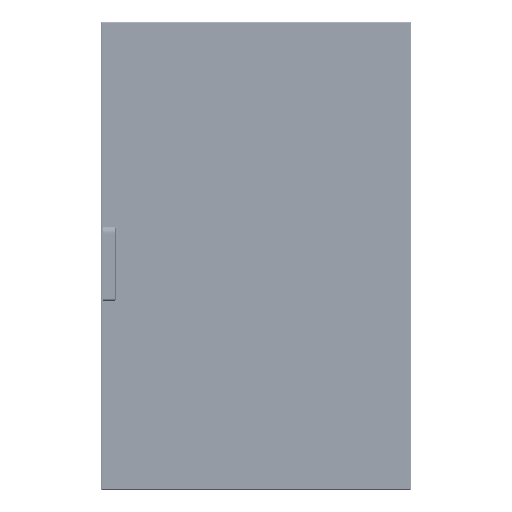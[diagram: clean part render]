
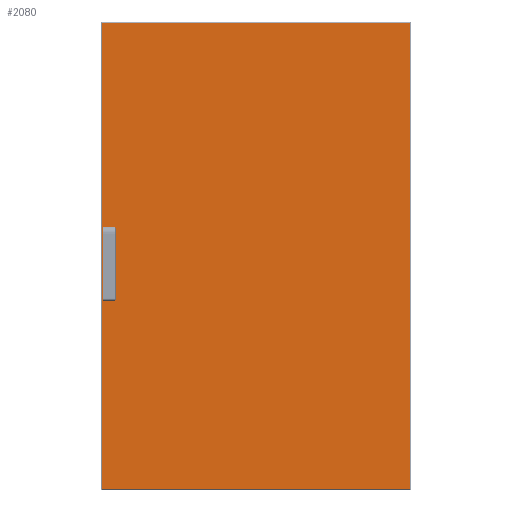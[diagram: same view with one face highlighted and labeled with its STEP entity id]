
A CAD part, top view. The second image highlights one B-rep face of the part: STEP entity #2080.
In plain terms, the highlighted planar face has unit normal (0, 0, 1).
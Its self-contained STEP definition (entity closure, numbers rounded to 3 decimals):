
#1687 = DIRECTION ( 'NONE',  ( 1., 0., 0. ) ) ;
#1688 = DIRECTION ( 'NONE',  ( 0., 0., 1. ) ) ;
#1694 = PLANE ( 'NONE',  #3836 ) ;
#1698 = CARTESIAN_POINT ( 'NONE',  ( 0., 0., 0. ) ) ;
#2080 = ADVANCED_FACE ( 'NONE', ( #55303, #55306 ), #1694, .T. ) ;
#2684 = EDGE_CURVE ( 'NONE', #62092, #62099, #54227, .T. ) ;
#2685 = EDGE_CURVE ( 'NONE', #62093, #62092, #54226, .T. ) ;
#2686 = EDGE_CURVE ( 'NONE', #62095, #62093, #54231, .T. ) ;
#2687 = EDGE_CURVE ( 'NONE', #62099, #62095, #54233, .T. ) ;
#2688 = EDGE_CURVE ( 'NONE', #62108, #62100, #54235, .T. ) ;
#2689 = EDGE_CURVE ( 'NONE', #62100, #62101, #54237, .T. ) ;
#2690 = EDGE_CURVE ( 'NONE', #62101, #62102, #54239, .T. ) ;
#2691 = EDGE_CURVE ( 'NONE', #62102, #62103, #54241, .T. ) ;
#2692 = EDGE_CURVE ( 'NONE', #62103, #62104, #54243, .T. ) ;
#2693 = EDGE_CURVE ( 'NONE', #62104, #62105, #54245, .T. ) ;
#2694 = EDGE_CURVE ( 'NONE', #62105, #62107, #54247, .T. ) ;
#2695 = EDGE_CURVE ( 'NONE', #62107, #62123, #54248, .T. ) ;
#2696 = EDGE_CURVE ( 'NONE', #62123, #62106, #54250, .T. ) ;
#2697 = EDGE_CURVE ( 'NONE', #62106, #62109, #54252, .T. ) ;
#2698 = EDGE_CURVE ( 'NONE', #62109, #62122, #54254, .T. ) ;
#2699 = EDGE_CURVE ( 'NONE', #62122, #62108, #54256, .T. ) ;
#3836 = AXIS2_PLACEMENT_3D ( 'NONE', #1698, #1688, #1687 ) ;
#4066 = AXIS2_PLACEMENT_3D ( 'NONE', #41651, #41654, #41657 ) ;
#4067 = AXIS2_PLACEMENT_3D ( 'NONE', #41692, #41694, #41696 ) ;
#5328 = CARTESIAN_POINT ( 'NONE',  ( 394., 594.5, 0. ) ) ;
#5329 = CARTESIAN_POINT ( 'NONE',  ( 394., -594.5, 0. ) ) ;
#5331 = CARTESIAN_POINT ( 'NONE',  ( -394., -594.5, 0. ) ) ;
#5335 = CARTESIAN_POINT ( 'NONE',  ( -394., 594.5, 0. ) ) ;
#5336 = CARTESIAN_POINT ( 'NONE',  ( -371., -50., 0. ) ) ;
#5337 = CARTESIAN_POINT ( 'NONE',  ( -363., -50., 0. ) ) ;
#5338 = CARTESIAN_POINT ( 'NONE',  ( -363., 50., 0. ) ) ;
#5339 = CARTESIAN_POINT ( 'NONE',  ( -371., 50., 0. ) ) ;
#5340 = CARTESIAN_POINT ( 'NONE',  ( -371., 54.3, 0. ) ) ;
#5341 = CARTESIAN_POINT ( 'NONE',  ( -380., 54.3, 0. ) ) ;
#5342 = CARTESIAN_POINT ( 'NONE',  ( -388., -50., 0. ) ) ;
#5343 = CARTESIAN_POINT ( 'NONE',  ( -380., 50., 0. ) ) ;
#5344 = CARTESIAN_POINT ( 'NONE',  ( -371., -54.3, 0. ) ) ;
#5345 = CARTESIAN_POINT ( 'NONE',  ( -380., -50., 0. ) ) ;
#5358 = CARTESIAN_POINT ( 'NONE',  ( -380., -54.3, 0. ) ) ;
#5359 = CARTESIAN_POINT ( 'NONE',  ( -388., 50., 0. ) ) ;
#41567 = CARTESIAN_POINT ( 'NONE',  ( 394., -597.5, 0. ) ) ;
#41570 = DIRECTION ( 'NONE',  ( 0., -1., 0. ) ) ;
#41586 = CARTESIAN_POINT ( 'NONE',  ( 394., 594.5, 0. ) ) ;
#41589 = CARTESIAN_POINT ( 'NONE',  ( -380., 50., 0. ) ) ;
#41591 = DIRECTION ( 'NONE',  ( -1., 0., 0. ) ) ;
#41594 = DIRECTION ( 'NONE',  ( 0., 1., 0. ) ) ;
#41600 = CARTESIAN_POINT ( 'NONE',  ( -394., -594.5, 0. ) ) ;
#41604 = DIRECTION ( 'NONE',  ( 1., 0., 0. ) ) ;
#41606 = CARTESIAN_POINT ( 'NONE',  ( -394., 597.5, 0. ) ) ;
#41609 = DIRECTION ( 'NONE',  ( 0., -1., 0. ) ) ;
#41612 = CARTESIAN_POINT ( 'NONE',  ( -371., -54.3, 0. ) ) ;
#41617 = DIRECTION ( 'NONE',  ( 0., 1., 0. ) ) ;
#41619 = CARTESIAN_POINT ( 'NONE',  ( -371., -50., 0. ) ) ;
#41622 = DIRECTION ( 'NONE',  ( 1., 0., 0. ) ) ;
#41623 = CARTESIAN_POINT ( 'NONE',  ( -363., 50., 0. ) ) ;
#41628 = DIRECTION ( 'NONE',  ( 0., 1., 0. ) ) ;
#41630 = CARTESIAN_POINT ( 'NONE',  ( -371., 50., 0. ) ) ;
#41633 = DIRECTION ( 'NONE',  ( -1., 0., 0. ) ) ;
#41635 = CARTESIAN_POINT ( 'NONE',  ( -371., 50., 0. ) ) ;
#41639 = DIRECTION ( 'NONE',  ( 0., 1., 0. ) ) ;
#41651 = CARTESIAN_POINT ( 'NONE',  ( -375.5, 54.3, 0. ) ) ;
#41654 = DIRECTION ( 'NONE',  ( 0., 0., 1. ) ) ;
#41657 = DIRECTION ( 'NONE',  ( 1., 0., 0. ) ) ;
#41660 = CARTESIAN_POINT ( 'NONE',  ( -388., 50., 0. ) ) ;
#41663 = DIRECTION ( 'NONE',  ( -1., 0., 0. ) ) ;
#41665 = CARTESIAN_POINT ( 'NONE',  ( -388., 50., 0. ) ) ;
#41668 = DIRECTION ( 'NONE',  ( 0., -1., 0. ) ) ;
#41670 = CARTESIAN_POINT ( 'NONE',  ( -388., -50., 0. ) ) ;
#41674 = DIRECTION ( 'NONE',  ( 1., 0., 0. ) ) ;
#41677 = CARTESIAN_POINT ( 'NONE',  ( -380., -54.3, 0. ) ) ;
#41682 = DIRECTION ( 'NONE',  ( 0., -1., 0. ) ) ;
#41692 = CARTESIAN_POINT ( 'NONE',  ( -375.5, -54.3, 0. ) ) ;
#41694 = DIRECTION ( 'NONE',  ( 0., 0., 1. ) ) ;
#41696 = DIRECTION ( 'NONE',  ( 1., 0., 0. ) ) ;
#45093 = ORIENTED_EDGE ( 'NONE', *, *, #2699, .F. ) ;
#45095 = ORIENTED_EDGE ( 'NONE', *, *, #2698, .F. ) ;
#45097 = ORIENTED_EDGE ( 'NONE', *, *, #2697, .F. ) ;
#45099 = ORIENTED_EDGE ( 'NONE', *, *, #2696, .F. ) ;
#45101 = ORIENTED_EDGE ( 'NONE', *, *, #2695, .F. ) ;
#45103 = ORIENTED_EDGE ( 'NONE', *, *, #2694, .F. ) ;
#45105 = ORIENTED_EDGE ( 'NONE', *, *, #2693, .F. ) ;
#45107 = ORIENTED_EDGE ( 'NONE', *, *, #2692, .F. ) ;
#45109 = ORIENTED_EDGE ( 'NONE', *, *, #2691, .F. ) ;
#45111 = ORIENTED_EDGE ( 'NONE', *, *, #2690, .F. ) ;
#45113 = ORIENTED_EDGE ( 'NONE', *, *, #2689, .F. ) ;
#45115 = ORIENTED_EDGE ( 'NONE', *, *, #2688, .F. ) ;
#45117 = ORIENTED_EDGE ( 'NONE', *, *, #2687, .T. ) ;
#45119 = ORIENTED_EDGE ( 'NONE', *, *, #2686, .T. ) ;
#45121 = ORIENTED_EDGE ( 'NONE', *, *, #2685, .T. ) ;
#45123 = ORIENTED_EDGE ( 'NONE', *, *, #2684, .T. ) ;
#54226 = LINE ( 'NONE', #41567, #54232 ) ;
#54227 = LINE ( 'NONE', #41586, #54230 ) ;
#54230 = VECTOR ( 'NONE', #41591, 1000. ) ;
#54231 = LINE ( 'NONE', #41600, #54234 ) ;
#54232 = VECTOR ( 'NONE', #41594, 1000. ) ;
#54233 = LINE ( 'NONE', #41606, #54236 ) ;
#54234 = VECTOR ( 'NONE', #41604, 1000. ) ;
#54235 = LINE ( 'NONE', #41612, #54238 ) ;
#54236 = VECTOR ( 'NONE', #41609, 1000. ) ;
#54237 = LINE ( 'NONE', #41619, #54240 ) ;
#54238 = VECTOR ( 'NONE', #41617, 1000. ) ;
#54239 = LINE ( 'NONE', #41623, #54242 ) ;
#54240 = VECTOR ( 'NONE', #41622, 1000. ) ;
#54241 = LINE ( 'NONE', #41630, #54244 ) ;
#54242 = VECTOR ( 'NONE', #41628, 1000. ) ;
#54243 = LINE ( 'NONE', #41635, #54246 ) ;
#54244 = VECTOR ( 'NONE', #41633, 1000. ) ;
#54245 = CIRCLE ( 'NONE', #4066, 4.5 ) ;
#54246 = VECTOR ( 'NONE', #41639, 1000. ) ;
#54247 = LINE ( 'NONE', #41589, #54249 ) ;
#54248 = LINE ( 'NONE', #41660, #54251 ) ;
#54249 = VECTOR ( 'NONE', #41570, 1000. ) ;
#54250 = LINE ( 'NONE', #41665, #54253 ) ;
#54251 = VECTOR ( 'NONE', #41663, 1000. ) ;
#54252 = LINE ( 'NONE', #41670, #54255 ) ;
#54253 = VECTOR ( 'NONE', #41668, 1000. ) ;
#54254 = LINE ( 'NONE', #41677, #54257 ) ;
#54255 = VECTOR ( 'NONE', #41674, 1000. ) ;
#54256 = CIRCLE ( 'NONE', #4067, 4.5 ) ;
#54257 = VECTOR ( 'NONE', #41682, 1000. ) ;
#55303 = FACE_BOUND ( 'NONE', #57547, .T. ) ;
#55306 = FACE_OUTER_BOUND ( 'NONE', #57548, .T. ) ;
#57547 = EDGE_LOOP ( 'NONE', ( #45093, #45095, #45097, #45099, #45101, #45103, #45105, #45107, #45109, #45111, #45113, #45115 ) ) ;
#57548 = EDGE_LOOP ( 'NONE', ( #45117, #45119, #45121, #45123 ) ) ;
#62092 = VERTEX_POINT ( 'NONE', #5328 ) ;
#62093 = VERTEX_POINT ( 'NONE', #5329 ) ;
#62095 = VERTEX_POINT ( 'NONE', #5331 ) ;
#62099 = VERTEX_POINT ( 'NONE', #5335 ) ;
#62100 = VERTEX_POINT ( 'NONE', #5336 ) ;
#62101 = VERTEX_POINT ( 'NONE', #5337 ) ;
#62102 = VERTEX_POINT ( 'NONE', #5338 ) ;
#62103 = VERTEX_POINT ( 'NONE', #5339 ) ;
#62104 = VERTEX_POINT ( 'NONE', #5340 ) ;
#62105 = VERTEX_POINT ( 'NONE', #5341 ) ;
#62106 = VERTEX_POINT ( 'NONE', #5342 ) ;
#62107 = VERTEX_POINT ( 'NONE', #5343 ) ;
#62108 = VERTEX_POINT ( 'NONE', #5344 ) ;
#62109 = VERTEX_POINT ( 'NONE', #5345 ) ;
#62122 = VERTEX_POINT ( 'NONE', #5358 ) ;
#62123 = VERTEX_POINT ( 'NONE', #5359 ) ;
